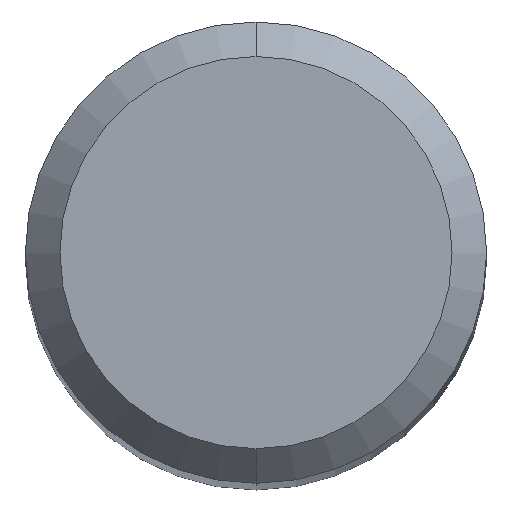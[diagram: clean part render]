
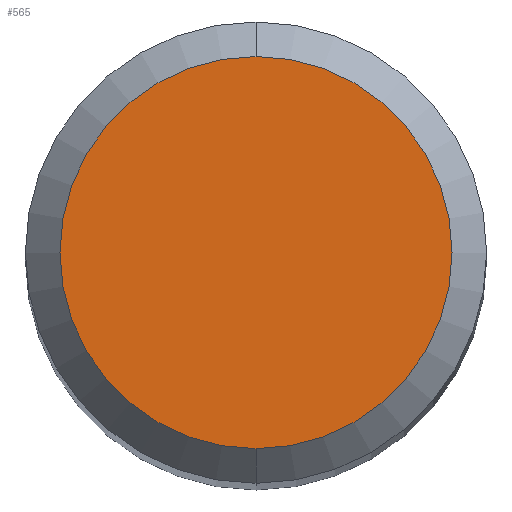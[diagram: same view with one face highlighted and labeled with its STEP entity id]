
A CAD part, top view. The second image highlights one B-rep face of the part: STEP entity #565.
In plain terms, the highlighted planar face has unit normal (0, 0, 1).
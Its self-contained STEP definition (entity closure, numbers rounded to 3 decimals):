
#439=VERTEX_POINT('',#1107);
#565=ADVANCED_FACE('',(#1248),#1249,.T.);
#629=EDGE_CURVE('',#649,#439,#1320,.T.);
#649=VERTEX_POINT('',#1340);
#959=EDGE_CURVE('',#439,#649,#1677,.T.);
#1107=CARTESIAN_POINT('',(0.,-1.7,0.0));
#1248=FACE_OUTER_BOUND('',#2669,.T.);
#1249=PLANE('',#2670);
#1320=CIRCLE('',#2963,1.7);
#1340=CARTESIAN_POINT('',(0.0,1.7,0.0));
#1677=CIRCLE('',#4419,1.7);
#2669=EDGE_LOOP('',(#4798,#4799));
#2670=AXIS2_PLACEMENT_3D('',#4800,#4801,#4802);
#2963=AXIS2_PLACEMENT_3D('',#4875,#4876,#4877);
#4419=AXIS2_PLACEMENT_3D('',#5279,#5280,#5281);
#4798=ORIENTED_EDGE('',*,*,#629,.F.);
#4799=ORIENTED_EDGE('',*,*,#959,.F.);
#4800=CARTESIAN_POINT('',(0.0,0.85,0.0));
#4801=DIRECTION('',(-0.0,0.0,1.0));
#4802=DIRECTION('',(0.0,-1.0,0.0));
#4875=CARTESIAN_POINT('',(0.0,0.0,0.0));
#4876=DIRECTION('',(0.0,0.0,-1.0));
#4877=DIRECTION('',(0.0,1.0,0.0));
#5279=CARTESIAN_POINT('',(0.0,0.0,0.0));
#5280=DIRECTION('',(0.0,0.0,-1.0));
#5281=DIRECTION('',(0.0,1.0,0.0));
